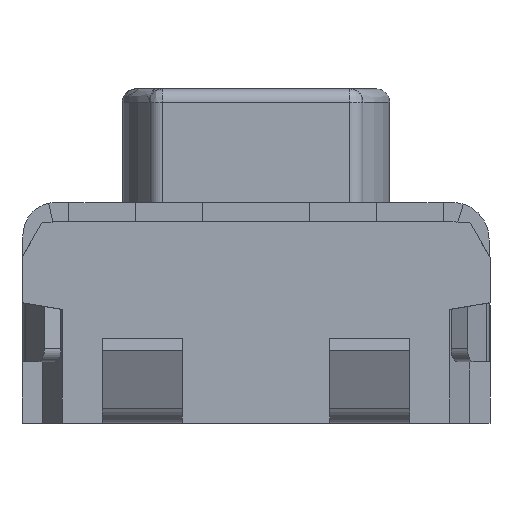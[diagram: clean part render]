
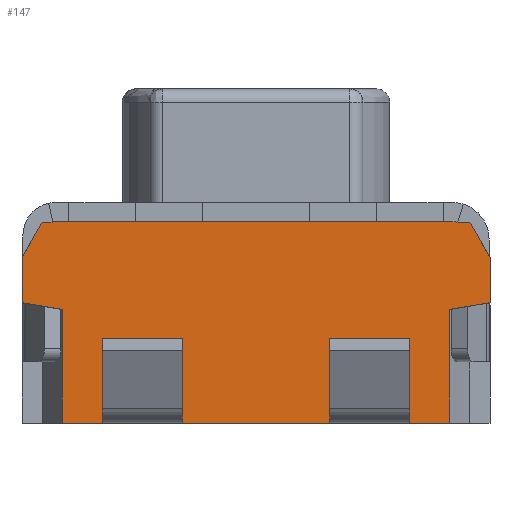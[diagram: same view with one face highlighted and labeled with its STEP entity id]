
A CAD part, left-side view. The second image highlights one B-rep face of the part: STEP entity #147.
In plain terms, the highlighted planar face has unit normal (-1, 0, 0).
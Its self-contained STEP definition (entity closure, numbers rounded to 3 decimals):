
#147=ADVANCED_FACE('NONE',(#486),#487,.T.);
#486=FACE_OUTER_BOUND('',#993,.T.);
#487=PLANE('',#994);
#993=EDGE_LOOP('',(#2210,#2211,#2212,#2213,#2214,#2215,#2216,#2217,#2218,#2219,#2220,#2221,#2222,#2223,#2224,#2225,#2226,#2227,#2228,#2229,#2230,#2231));
#994=AXIS2_PLACEMENT_3D('',#2232,#2233,#2234);
#2210=ORIENTED_EDGE('',*,*,#3897,.T.);
#2211=ORIENTED_EDGE('',*,*,#3898,.T.);
#2212=ORIENTED_EDGE('',*,*,#3899,.T.);
#2213=ORIENTED_EDGE('',*,*,#3900,.T.);
#2214=ORIENTED_EDGE('',*,*,#3901,.T.);
#2215=ORIENTED_EDGE('',*,*,#3902,.T.);
#2216=ORIENTED_EDGE('',*,*,#3792,.T.);
#2217=ORIENTED_EDGE('',*,*,#3796,.T.);
#2218=ORIENTED_EDGE('',*,*,#3798,.T.);
#2219=ORIENTED_EDGE('',*,*,#3903,.T.);
#2220=ORIENTED_EDGE('',*,*,#3799,.T.);
#2221=ORIENTED_EDGE('',*,*,#3803,.T.);
#2222=ORIENTED_EDGE('',*,*,#3805,.T.);
#2223=ORIENTED_EDGE('',*,*,#3904,.T.);
#2224=ORIENTED_EDGE('',*,*,#3905,.F.);
#2225=ORIENTED_EDGE('',*,*,#3906,.T.);
#2226=ORIENTED_EDGE('',*,*,#3907,.T.);
#2227=ORIENTED_EDGE('',*,*,#3908,.T.);
#2228=ORIENTED_EDGE('',*,*,#3909,.T.);
#2229=ORIENTED_EDGE('',*,*,#3910,.T.);
#2230=ORIENTED_EDGE('',*,*,#3806,.T.);
#2231=ORIENTED_EDGE('',*,*,#3911,.T.);
#2232=CARTESIAN_POINT('',(-2.35,1.75,-1.65));
#2233=DIRECTION('',(-1.0,0.0,0.0));
#2234=DIRECTION('',(0.0,0.0,1.0));
#3792=EDGE_CURVE('NONE',#4625,#4626,#4627,.T.);
#3796=EDGE_CURVE('NONE',#4626,#4630,#4632,.T.);
#3798=EDGE_CURVE('NONE',#4630,#4633,#4635,.T.);
#3799=EDGE_CURVE('NONE',#4636,#4637,#4638,.T.);
#3803=EDGE_CURVE('NONE',#4637,#4641,#4643,.T.);
#3805=EDGE_CURVE('NONE',#4641,#4644,#4646,.T.);
#3806=EDGE_CURVE('NONE',#4647,#4648,#4649,.T.);
#3897=EDGE_CURVE('NONE',#4804,#4805,#4806,.T.);
#3898=EDGE_CURVE('NONE',#4805,#4807,#4808,.T.);
#3899=EDGE_CURVE('NONE',#4807,#4809,#4810,.T.);
#3900=EDGE_CURVE('NONE',#4809,#4811,#4812,.T.);
#3901=EDGE_CURVE('NONE',#4811,#4813,#4814,.T.);
#3902=EDGE_CURVE('NONE',#4813,#4625,#4815,.T.);
#3903=EDGE_CURVE('NONE',#4633,#4636,#4816,.T.);
#3904=EDGE_CURVE('NONE',#4644,#4817,#4818,.T.);
#3905=EDGE_CURVE('NONE',#4819,#4817,#4820,.T.);
#3906=EDGE_CURVE('NONE',#4819,#4821,#4822,.T.);
#3907=EDGE_CURVE('NONE',#4821,#4823,#4824,.T.);
#3908=EDGE_CURVE('NONE',#4823,#4825,#4826,.T.);
#3909=EDGE_CURVE('NONE',#4825,#4827,#4828,.T.);
#3910=EDGE_CURVE('NONE',#4827,#4647,#4829,.T.);
#3911=EDGE_CURVE('NONE',#4648,#4804,#4830,.T.);
#4625=VERTEX_POINT('NONE',#5944);
#4626=VERTEX_POINT('NONE',#5945);
#4627=LINE('',#5946,#5947);
#4630=VERTEX_POINT('NONE',#5951);
#4632=LINE('',#5954,#5955);
#4633=VERTEX_POINT('NONE',#5956);
#4635=LINE('',#5958,#5959);
#4636=VERTEX_POINT('NONE',#5960);
#4637=VERTEX_POINT('NONE',#5961);
#4638=LINE('',#5962,#5963);
#4641=VERTEX_POINT('NONE',#5967);
#4643=LINE('',#5970,#5971);
#4644=VERTEX_POINT('NONE',#5972);
#4646=LINE('',#5974,#5975);
#4647=VERTEX_POINT('NONE',#5976);
#4648=VERTEX_POINT('NONE',#5977);
#4649=LINE('',#5978,#5979);
#4804=VERTEX_POINT('NONE',#6220);
#4805=VERTEX_POINT('NONE',#6221);
#4806=LINE('',#6222,#6223);
#4807=VERTEX_POINT('NONE',#6224);
#4808=LINE('',#6225,#6226);
#4809=VERTEX_POINT('NONE',#6227);
#4810=LINE('',#6228,#6229);
#4811=VERTEX_POINT('NONE',#6230);
#4812=LINE('',#6231,#6232);
#4813=VERTEX_POINT('NONE',#6233);
#4814=LINE('',#6234,#6235);
#4815=LINE('',#6236,#6237);
#4816=LINE('',#6238,#6239);
#4817=VERTEX_POINT('NONE',#6240);
#4818=LINE('',#6241,#6242);
#4819=VERTEX_POINT('NONE',#6243);
#4820=LINE('',#6244,#6245);
#4821=VERTEX_POINT('NONE',#6246);
#4822=LINE('',#6247,#6248);
#4823=VERTEX_POINT('NONE',#6249);
#4824=LINE('',#6250,#6251);
#4825=VERTEX_POINT('NONE',#6252);
#4826=LINE('',#6253,#6254);
#4827=VERTEX_POINT('NONE',#6255);
#4828=LINE('',#6256,#6257);
#4829=CIRCLE('',#6258,0.13);
#4830=CIRCLE('',#6259,0.1);
#5944=CARTESIAN_POINT('',(-2.35,1.15,-1.65));
#5945=CARTESIAN_POINT('',(-2.35,1.15,-1.45));
#5946=CARTESIAN_POINT('',(-2.35,1.15,-0.896));
#5947=VECTOR('',#7495,1000.0);
#5951=CARTESIAN_POINT('',(-2.35,0.55,-1.45));
#5954=CARTESIAN_POINT('',(-2.35,0.0,-1.45));
#5955=VECTOR('',#7501,1000.0);
#5956=CARTESIAN_POINT('',(-2.35,0.55,-1.65));
#5958=CARTESIAN_POINT('',(-2.35,0.55,-0.896));
#5959=VECTOR('',#7505,1000.0);
#5960=CARTESIAN_POINT('',(-2.35,-0.55,-1.65));
#5961=CARTESIAN_POINT('',(-2.35,-0.55,-1.45));
#5962=CARTESIAN_POINT('',(-2.35,-0.55,-0.896));
#5963=VECTOR('',#7506,1000.0);
#5967=CARTESIAN_POINT('',(-2.35,-1.15,-1.45));
#5970=CARTESIAN_POINT('',(-2.35,0.0,-1.45));
#5971=VECTOR('',#7512,1000.0);
#5972=CARTESIAN_POINT('',(-2.35,-1.15,-1.65));
#5974=CARTESIAN_POINT('',(-2.35,-1.15,-0.896));
#5975=VECTOR('',#7516,1000.0);
#5976=CARTESIAN_POINT('',(-2.35,-1.47,-0.143));
#5977=CARTESIAN_POINT('',(-2.35,1.5,-0.143));
#5978=CARTESIAN_POINT('',(-2.35,0.0,-0.143));
#5979=VECTOR('',#7517,1000.0);
#6220=CARTESIAN_POINT('',(-2.35,1.538,-0.15));
#6221=CARTESIAN_POINT('',(-2.35,1.6,-0.15));
#6222=CARTESIAN_POINT('',(-2.35,0.0,-0.15));
#6223=VECTOR('',#7616,1000.0);
#6224=CARTESIAN_POINT('',(-2.35,1.75,-0.41));
#6225=CARTESIAN_POINT('',(-2.35,1.6,-0.15));
#6226=VECTOR('',#7617,1000.0);
#6227=CARTESIAN_POINT('',(-2.35,1.75,-0.75));
#6228=CARTESIAN_POINT('',(-2.35,1.75,-0.896));
#6229=VECTOR('',#7618,1000.0);
#6230=CARTESIAN_POINT('',(-2.35,1.45,-0.8));
#6231=CARTESIAN_POINT('',(-2.35,1.75,-0.75));
#6232=VECTOR('',#7619,1000.0);
#6233=CARTESIAN_POINT('',(-2.35,1.45,-1.65));
#6234=CARTESIAN_POINT('',(-2.35,1.45,-0.896));
#6235=VECTOR('',#7620,1000.0);
#6236=CARTESIAN_POINT('',(-2.35,0.0,-1.65));
#6237=VECTOR('',#7621,1000.0);
#6238=CARTESIAN_POINT('',(-2.35,0.0,-1.65));
#6239=VECTOR('',#7622,1000.0);
#6240=CARTESIAN_POINT('',(-2.35,-1.45,-1.65));
#6241=CARTESIAN_POINT('',(-2.35,0.0,-1.65));
#6242=VECTOR('',#7623,1000.0);
#6243=CARTESIAN_POINT('',(-2.35,-1.45,-0.8));
#6244=CARTESIAN_POINT('',(-2.35,-1.45,-1.225));
#6245=VECTOR('',#7624,1000.0);
#6246=CARTESIAN_POINT('',(-2.35,-1.75,-0.75));
#6247=CARTESIAN_POINT('',(-2.35,-1.45,-0.8));
#6248=VECTOR('',#7625,1000.0);
#6249=CARTESIAN_POINT('',(-2.35,-1.75,-0.41));
#6250=CARTESIAN_POINT('',(-2.35,-1.75,-0.896));
#6251=VECTOR('',#7626,1000.0);
#6252=CARTESIAN_POINT('',(-2.35,-1.6,-0.15));
#6253=CARTESIAN_POINT('',(-2.35,-1.75,-0.41));
#6254=VECTOR('',#7627,1000.0);
#6255=CARTESIAN_POINT('',(-2.35,-1.513,-0.15));
#6256=CARTESIAN_POINT('',(-2.35,0.0,-0.15));
#6257=VECTOR('',#7628,1000.0);
#6258=AXIS2_PLACEMENT_3D('',#7629,#7630,#7631);
#6259=AXIS2_PLACEMENT_3D('',#7632,#7633,#7634);
#7495=DIRECTION('',(0.0,0.0,1.0));
#7501=DIRECTION('',(0.0,-1.0,0.0));
#7505=DIRECTION('',(-0.0,-0.0,-1.0));
#7506=DIRECTION('',(0.0,0.0,1.0));
#7512=DIRECTION('',(0.0,-1.0,0.0));
#7516=DIRECTION('',(-0.0,-0.0,-1.0));
#7517=DIRECTION('',(-0.0,1.0,-0.0));
#7616=DIRECTION('',(-0.0,1.0,-0.0));
#7617=DIRECTION('',(0.0,0.5,-0.866));
#7618=DIRECTION('',(-0.0,-0.0,-1.0));
#7619=DIRECTION('',(0.0,-0.986,-0.164));
#7620=DIRECTION('',(-0.0,-0.0,-1.0));
#7621=DIRECTION('',(-0.0,-1.0,-0.0));
#7622=DIRECTION('',(-0.0,-1.0,-0.0));
#7623=DIRECTION('',(-0.0,-1.0,-0.0));
#7624=DIRECTION('',(-0.0,-0.0,-1.0));
#7625=DIRECTION('',(0.0,-0.986,0.164));
#7626=DIRECTION('',(0.0,0.0,1.0));
#7627=DIRECTION('',(0.0,0.5,0.866));
#7628=DIRECTION('',(-0.0,1.0,-0.0));
#7629=CARTESIAN_POINT('',(-2.35,-1.47,-0.273));
#7630=DIRECTION('',(-1.0,0.0,0.0));
#7631=DIRECTION('',(0.0,0.0,1.0));
#7632=CARTESIAN_POINT('',(-2.35,1.5,-0.243));
#7633=DIRECTION('',(-1.0,0.0,0.0));
#7634=DIRECTION('',(0.0,0.0,1.0));
